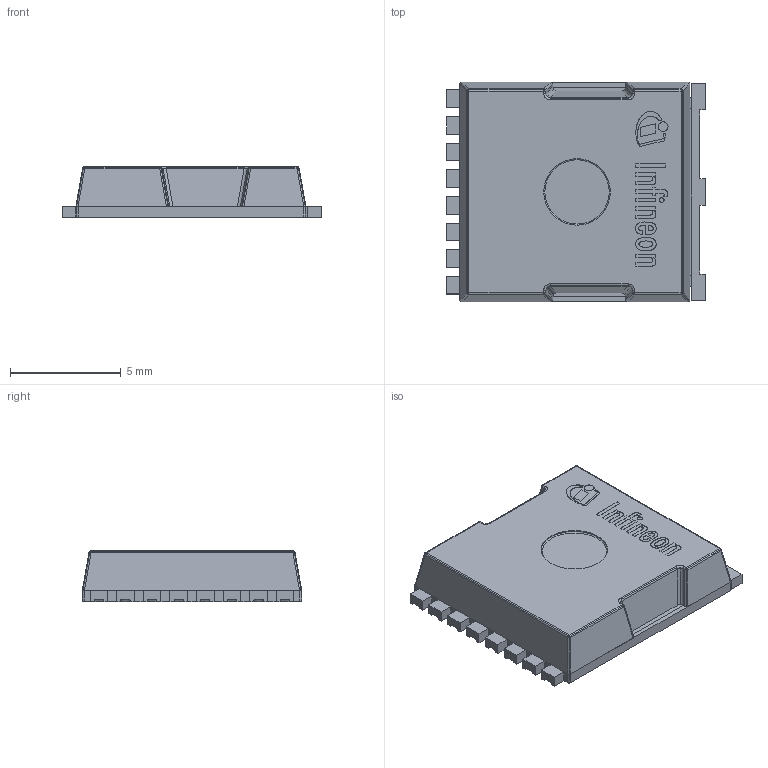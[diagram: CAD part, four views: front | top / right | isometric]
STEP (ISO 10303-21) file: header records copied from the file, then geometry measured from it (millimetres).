
FILE_DESCRIPTION (( 'STEP AP214' ), '1' );
FILE_NAME ('IAUTN15S6N025ATMA1.STEP', '2025-10-29T16:54:02', ( '' ), ( '' ), 'SwSTEP 2.0', 'SolidWorks 2023', '' );
FILE_SCHEMA (( 'AUTOMOTIVE_DESIGN' ));
Length unit declared in the file: millimetre
Products named in the file (1): IAUTN15S6N025ATMA1
Bounding box: 11.68 x 9.9 x 2.31 mm (x, y, z)
Volume: 244.9 mm3; surface area: 672.2 mm2
Topology: 24 solids, 24 shells, 711 faces, 1904 edges, 1242 vertices
Faces by surface type: cylinder 369, plane 288, sphere 48, bspline 4, torus 2
Entity records: 27002 total; most frequent: CARTESIAN_POINT 4211, DIRECTION 3972, ORIENTED_EDGE 3808, EDGE_CURVE 1904, AXIS2_PLACEMENT_3D 1443, VERTEX_POINT 1242, VECTOR 1086, LINE 1086
